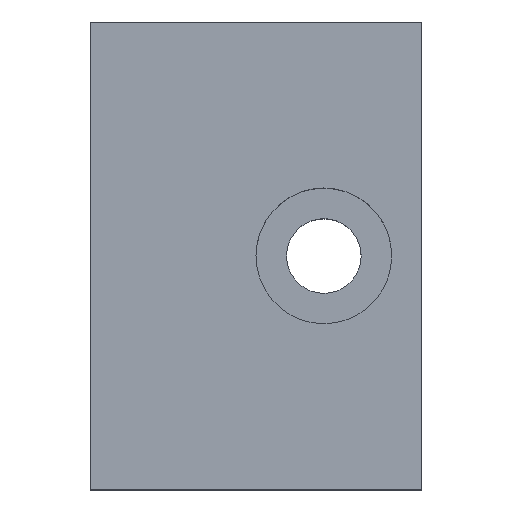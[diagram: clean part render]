
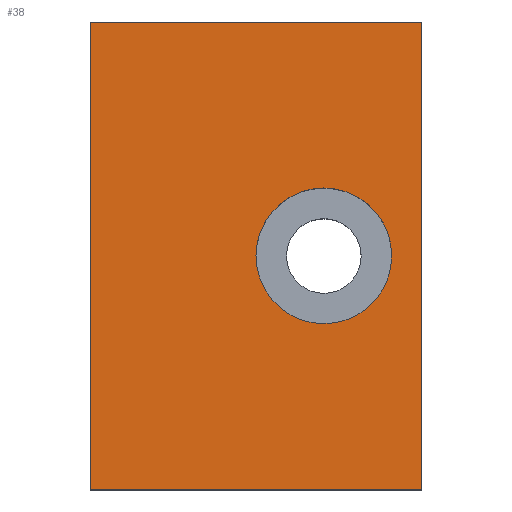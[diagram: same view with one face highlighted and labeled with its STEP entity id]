
A CAD part, top view. The second image highlights one B-rep face of the part: STEP entity #38.
In plain terms, the highlighted planar face has unit normal (0, 0, 1).
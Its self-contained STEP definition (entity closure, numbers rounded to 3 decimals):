
#10 = EDGE_LOOP ( 'NONE', ( #272, #203, #109, #197 ) ) ;
#13 = VERTEX_POINT ( 'NONE', #298 ) ;
#15 = VECTOR ( 'NONE', #160, 1000. ) ;
#21 = EDGE_CURVE ( 'NONE', #148, #309, #393, .T. ) ;
#23 = DIRECTION ( 'NONE',  ( 1., 0., 0. ) ) ;
#24 = AXIS2_PLACEMENT_3D ( 'NONE', #363, #361, #150 ) ;
#35 = VERTEX_POINT ( 'NONE', #257 ) ;
#38 = ADVANCED_FACE ( 'NONE', ( #63, #427 ), #433, .T. ) ;
#40 = VECTOR ( 'NONE', #288, 1000. ) ;
#48 = ORIENTED_EDGE ( 'NONE', *, *, #21, .F. ) ;
#63 = FACE_BOUND ( 'NONE', #383, .T. ) ;
#76 = DIRECTION ( 'NONE',  ( 0., 1., 0. ) ) ;
#82 = ORIENTED_EDGE ( 'NONE', *, *, #99, .F. ) ;
#90 = CARTESIAN_POINT ( 'NONE',  ( -28.972, 21.049, -10.641 ) ) ;
#97 = DIRECTION ( 'NONE',  ( 1., 0., 0. ) ) ;
#99 = EDGE_CURVE ( 'NONE', #309, #148, #431, .T. ) ;
#105 = EDGE_CURVE ( 'NONE', #35, #175, #157, .T. ) ;
#109 = ORIENTED_EDGE ( 'NONE', *, *, #409, .F. ) ;
#115 = CARTESIAN_POINT ( 'NONE',  ( -42.757, 7.264, -10.641 ) ) ;
#132 = VECTOR ( 'NONE', #76, 1000. ) ;
#147 = LINE ( 'NONE', #149, #40 ) ;
#148 = VERTEX_POINT ( 'NONE', #390 ) ;
#149 = CARTESIAN_POINT ( 'NONE',  ( -23.187, 0., -10.641 ) ) ;
#150 = DIRECTION ( 'NONE',  ( 1., 0., 0. ) ) ;
#157 = LINE ( 'NONE', #294, #15 ) ;
#160 = DIRECTION ( 'NONE',  ( -1., 0., 0. ) ) ;
#175 = VERTEX_POINT ( 'NONE', #115 ) ;
#197 = ORIENTED_EDGE ( 'NONE', *, *, #105, .F. ) ;
#203 = ORIENTED_EDGE ( 'NONE', *, *, #405, .F. ) ;
#216 = AXIS2_PLACEMENT_3D ( 'NONE', #90, #430, #97 ) ;
#229 = CARTESIAN_POINT ( 'NONE',  ( -42.757, 34.834, -10.641 ) ) ;
#235 = LINE ( 'NONE', #239, #327 ) ;
#239 = CARTESIAN_POINT ( 'NONE',  ( -34.757, 34.834, -10.641 ) ) ;
#244 = VERTEX_POINT ( 'NONE', #229 ) ;
#257 = CARTESIAN_POINT ( 'NONE',  ( -23.187, 7.264, -10.641 ) ) ;
#258 = CARTESIAN_POINT ( 'NONE',  ( -32.972, 21.049, -10.641 ) ) ;
#260 = DIRECTION ( 'NONE',  ( 0., 0., 1. ) ) ;
#267 = LINE ( 'NONE', #367, #132 ) ;
#272 = ORIENTED_EDGE ( 'NONE', *, *, #308, .T. ) ;
#288 = DIRECTION ( 'NONE',  ( 0., 1., 0. ) ) ;
#291 = CARTESIAN_POINT ( 'NONE',  ( -28.972, 21.049, -10.641 ) ) ;
#294 = CARTESIAN_POINT ( 'NONE',  ( -34.757, 7.264, -10.641 ) ) ;
#298 = CARTESIAN_POINT ( 'NONE',  ( -23.187, 34.834, -10.641 ) ) ;
#308 = EDGE_CURVE ( 'NONE', #35, #13, #147, .T. ) ;
#309 = VERTEX_POINT ( 'NONE', #258 ) ;
#327 = VECTOR ( 'NONE', #404, 1000. ) ;
#361 = DIRECTION ( 'NONE',  ( 0., 0., 1. ) ) ;
#363 = CARTESIAN_POINT ( 'NONE',  ( -28.972, 21.049, -10.641 ) ) ;
#367 = CARTESIAN_POINT ( 'NONE',  ( -42.757, 34.834, -10.641 ) ) ;
#374 = AXIS2_PLACEMENT_3D ( 'NONE', #291, #260, #23 ) ;
#383 = EDGE_LOOP ( 'NONE', ( #48, #82 ) ) ;
#390 = CARTESIAN_POINT ( 'NONE',  ( -24.972, 21.049, -10.641 ) ) ;
#393 = CIRCLE ( 'NONE', #24, 4. ) ;
#404 = DIRECTION ( 'NONE',  ( 1., 0., 0. ) ) ;
#405 = EDGE_CURVE ( 'NONE', #244, #13, #235, .T. ) ;
#409 = EDGE_CURVE ( 'NONE', #175, #244, #267, .T. ) ;
#427 = FACE_OUTER_BOUND ( 'NONE', #10, .T. ) ;
#430 = DIRECTION ( 'NONE',  ( 0., 0., 1. ) ) ;
#431 = CIRCLE ( 'NONE', #374, 4. ) ;
#433 = PLANE ( 'NONE',  #216 ) ;
